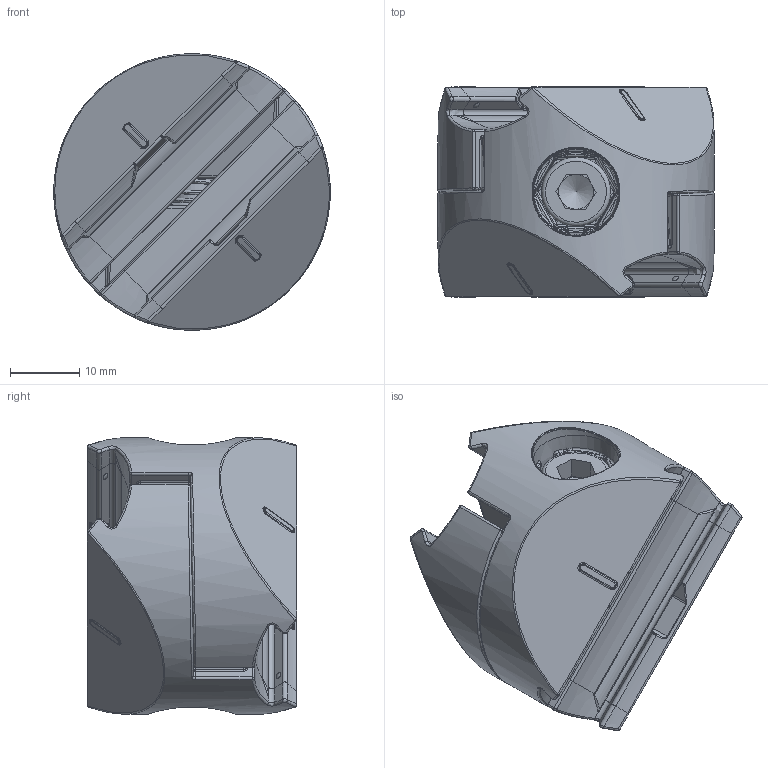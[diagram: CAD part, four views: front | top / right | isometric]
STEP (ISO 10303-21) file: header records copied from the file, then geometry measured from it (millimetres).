
FILE_DESCRIPTION(/* description */ ('KriTec Kreuzverbinder D30'),/* implementation_level */ '2;1');
FILE_NAME(/* name */ '14353_KriTec_Kreuzverbinder_D30.stp',/* time_stamp */ '2021-04-15T16:32:09+02:00',/* author */ ('jendrek'),/* organization */ (''),/* preprocessor_version */ 'ST-DEVELOPER v17',/* originating_system */ 'Autodesk Inventor 2018',/* authorisation */ '');
FILE_SCHEMA (('AUTOMOTIVE_DESIGN { 1 0 10303 214 3 1 1 }'));
Length unit declared in the file: millimetre
Products named in the file (5): 14353; 2; 3; 4; 1
Assembly tree (5 placements, depth 2):
  14353
    1  x2
    2
    3
    4
Bounding box: 39.98 x 30.37 x 40 mm (x, y, z)
Volume: 22969.1 mm3; surface area: 10862.2 mm2
Topology: 5 solids, 5 shells, 1091 faces, 2562 edges, 1467 vertices
Faces by surface type: bspline 490, cylinder 264, plane 132, torus 95, sphere 68, cone 42
Full cylindrical faces by diameter (mm): 5 x1, 6 x2, 7.143 x1, 10 x2
Entity records: 32218 total; most frequent: CARTESIAN_POINT 20216, ORIENTED_EDGE 2652, DIRECTION 2372, EDGE_CURVE 1326, AXIS2_PLACEMENT_3D 1039, VERTEX_POINT 773, CIRCLE 603, EDGE_LOOP 589
